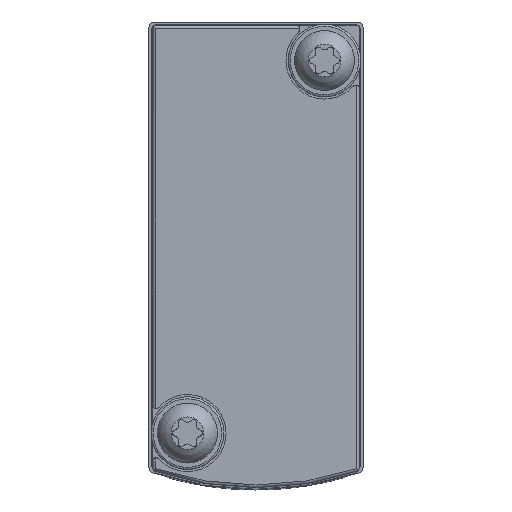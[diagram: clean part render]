
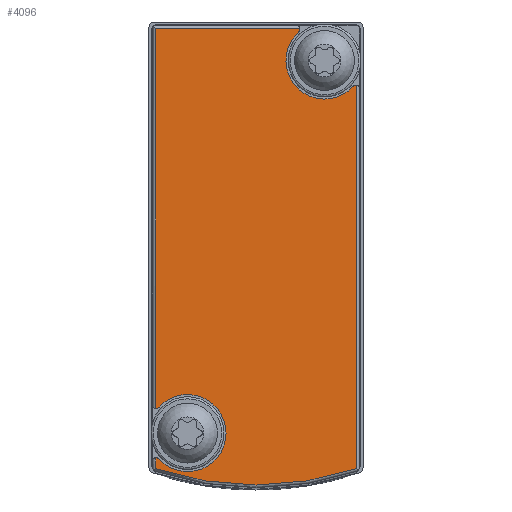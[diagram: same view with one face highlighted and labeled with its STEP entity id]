
A CAD part, front view. The second image highlights one B-rep face of the part: STEP entity #4096.
In plain terms, the highlighted planar face has unit normal (0, -1, 0).
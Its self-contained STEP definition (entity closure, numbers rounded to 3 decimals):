
#103=PLANE('',#4312);
#159=LINE('',#5832,#279);
#160=LINE('',#5841,#280);
#161=LINE('',#5845,#281);
#162=LINE('',#5853,#282);
#279=VECTOR('',#4771,1000.);
#280=VECTOR('',#4778,1000.);
#281=VECTOR('',#4781,1000.);
#282=VECTOR('',#4788,1000.);
#399=CIRCLE('',#4313,0.4);
#400=CIRCLE('',#4314,3.6);
#401=CIRCLE('',#4315,0.4);
#402=CIRCLE('',#4316,29.537);
#403=CIRCLE('',#4317,0.4);
#404=CIRCLE('',#4318,3.6);
#405=CIRCLE('',#4319,0.4);
#632=ORIENTED_EDGE('',*,*,#1426,.T.);
#633=ORIENTED_EDGE('',*,*,#1427,.F.);
#634=ORIENTED_EDGE('',*,*,#1428,.T.);
#635=ORIENTED_EDGE('',*,*,#1429,.F.);
#636=ORIENTED_EDGE('',*,*,#1430,.T.);
#637=ORIENTED_EDGE('',*,*,#1431,.T.);
#638=ORIENTED_EDGE('',*,*,#1432,.F.);
#639=ORIENTED_EDGE('',*,*,#1433,.F.);
#640=ORIENTED_EDGE('',*,*,#1434,.T.);
#641=ORIENTED_EDGE('',*,*,#1435,.F.);
#642=ORIENTED_EDGE('',*,*,#1436,.T.);
#1426=EDGE_CURVE('',#1823,#1824,#159,.F.);
#1427=EDGE_CURVE('',#1825,#1824,#399,.T.);
#1428=EDGE_CURVE('',#1825,#1826,#400,.T.);
#1429=EDGE_CURVE('',#1827,#1826,#401,.T.);
#1430=EDGE_CURVE('',#1827,#1828,#160,.F.);
#1431=EDGE_CURVE('',#1828,#1829,#402,.T.);
#1432=EDGE_CURVE('',#1830,#1829,#161,.F.);
#1433=EDGE_CURVE('',#1831,#1830,#403,.T.);
#1434=EDGE_CURVE('',#1831,#1832,#404,.T.);
#1435=EDGE_CURVE('',#1833,#1832,#405,.T.);
#1436=EDGE_CURVE('',#1833,#1823,#162,.T.);
#1823=VERTEX_POINT('',#5833);
#1824=VERTEX_POINT('',#5834);
#1825=VERTEX_POINT('',#5836);
#1826=VERTEX_POINT('',#5838);
#1827=VERTEX_POINT('',#5840);
#1828=VERTEX_POINT('',#5842);
#1829=VERTEX_POINT('',#5844);
#1830=VERTEX_POINT('',#5846);
#1831=VERTEX_POINT('',#5848);
#1832=VERTEX_POINT('',#5850);
#1833=VERTEX_POINT('',#5852);
#2149=EDGE_LOOP('',(#632,#633,#634,#635,#636,#637,#638,#639,#640,#641,#642));
#2449=FACE_BOUND('',#2149,.T.);
#4096=ADVANCED_FACE('',(#2449),#103,.F.);
#4312=AXIS2_PLACEMENT_3D('',#5831,#4769,#4770);
#4313=AXIS2_PLACEMENT_3D('',#5835,#4772,#4773);
#4314=AXIS2_PLACEMENT_3D('',#5837,#4774,#4775);
#4315=AXIS2_PLACEMENT_3D('',#5839,#4776,#4777);
#4316=AXIS2_PLACEMENT_3D('',#5843,#4779,#4780);
#4317=AXIS2_PLACEMENT_3D('',#5847,#4782,#4783);
#4318=AXIS2_PLACEMENT_3D('',#5849,#4784,#4785);
#4319=AXIS2_PLACEMENT_3D('',#5851,#4786,#4787);
#4769=DIRECTION('',(0.,1.,0.));
#4770=DIRECTION('',(0.,0.,1.));
#4771=DIRECTION('',(-1.,0.,0.));
#4772=DIRECTION('',(0.,1.,0.));
#4773=DIRECTION('',(1.,0.,0.));
#4774=DIRECTION('',(0.,1.,0.));
#4775=DIRECTION('',(1.,0.,0.));
#4776=DIRECTION('',(0.,1.,0.));
#4777=DIRECTION('',(1.,0.,0.));
#4778=DIRECTION('',(-1.,0.,0.));
#4779=DIRECTION('',(0.,-1.,0.));
#4780=DIRECTION('',(0.,0.,-1.));
#4781=DIRECTION('',(-1.,0.,0.));
#4782=DIRECTION('',(0.,1.,0.));
#4783=DIRECTION('',(1.,0.,0.));
#4784=DIRECTION('',(0.,1.,0.));
#4785=DIRECTION('',(1.,0.,0.));
#4786=DIRECTION('',(0.,1.,0.));
#4787=DIRECTION('',(1.,0.,0.));
#4788=DIRECTION('',(0.,0.,-1.));
#5831=CARTESIAN_POINT('',(-20.25,-13.2,-9.25));
#5832=CARTESIAN_POINT('',(25.,-13.2,-9.387));
#5833=CARTESIAN_POINT('',(-20.387,-13.2,-9.387));
#5834=CARTESIAN_POINT('',(15.097,-13.2,-9.387));
#5835=CARTESIAN_POINT('',(14.699,-13.2,-9.35));
#5836=CARTESIAN_POINT('',(14.969,-13.2,-9.055));
#5837=CARTESIAN_POINT('',(17.4,-13.2,-6.4));
#5838=CARTESIAN_POINT('',(19.831,-13.2,-9.055));
#5839=CARTESIAN_POINT('',(20.101,-13.2,-9.35));
#5840=CARTESIAN_POINT('',(19.703,-13.2,-9.387));
#5841=CARTESIAN_POINT('',(25.,-13.2,-9.387));
#5842=CARTESIAN_POINT('',(20.722,-13.2,-9.387));
#5843=CARTESIAN_POINT('',(-7.284,-13.2,0.));
#5844=CARTESIAN_POINT('',(20.722,-13.2,9.387));
#5845=CARTESIAN_POINT('',(25.,-13.2,9.387));
#5846=CARTESIAN_POINT('',(-15.097,-13.2,9.387));
#5847=CARTESIAN_POINT('',(-14.699,-13.2,9.35));
#5848=CARTESIAN_POINT('',(-14.969,-13.2,9.055));
#5849=CARTESIAN_POINT('',(-17.4,-13.2,6.4));
#5850=CARTESIAN_POINT('',(-20.055,-13.2,3.969));
#5851=CARTESIAN_POINT('',(-20.35,-13.2,3.699));
#5852=CARTESIAN_POINT('',(-20.387,-13.2,4.097));
#5853=CARTESIAN_POINT('',(-20.387,-13.2,10.));
